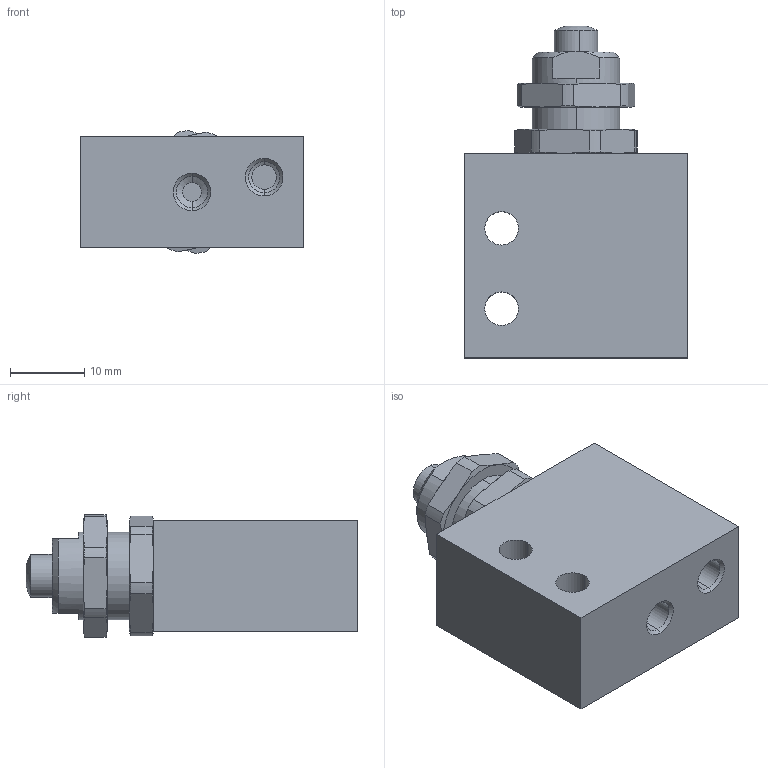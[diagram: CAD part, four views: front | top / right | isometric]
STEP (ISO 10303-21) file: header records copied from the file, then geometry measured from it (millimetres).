
FILE_DESCRIPTION (( 'STEP AP214' ), '1' );
FILE_NAME ('08_186_4.STEP', '2016-07-29T12:50:36', ( '' ), ( '' ), 'SwSTEP 2.0', 'SolidWorks 2016', '' );
FILE_SCHEMA (( 'AUTOMOTIVE_DESIGN' ));
Length unit declared in the file: millimetre
Products named in the file (1): 08_186_4
Bounding box: 30 x 44.6 x 16.49 mm (x, y, z)
Volume: 13643.2 mm3; surface area: 4953.6 mm2
Topology: 2 solids, 2 shells, 109 faces, 259 edges, 161 vertices
Faces by surface type: cone 38, cylinder 34, plane 33, sphere 4
Entity records: 4032 total; most frequent: CARTESIAN_POINT 686, DIRECTION 544, ORIENTED_EDGE 508, EDGE_CURVE 254, AXIS2_PLACEMENT_3D 232, VERTEX_POINT 158, EDGE_LOOP 122, CIRCLE 122
